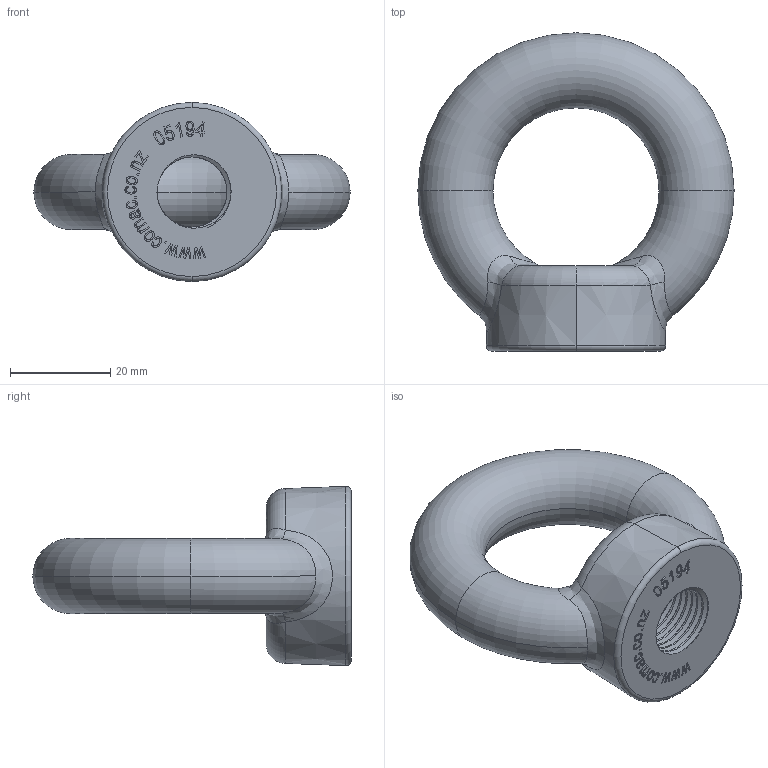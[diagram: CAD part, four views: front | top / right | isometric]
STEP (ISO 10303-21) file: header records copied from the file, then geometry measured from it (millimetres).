
FILE_DESCRIPTION (( 'STEP AP214' ), '1' );
FILE_NAME ('05194-Eye Nut Zinc Plated M16.STEP', '2018-11-20T22:28:44', ( '' ), ( '' ), 'SwSTEP 2.0', 'SolidWorks 2018', '' );
FILE_SCHEMA (( 'AUTOMOTIVE_DESIGN' ));
Length unit declared in the file: millimetre
Products named in the file (1): 05194-Eye Nut Zinc Plated M16
Bounding box: 63.2 x 63.6 x 35.8 mm (x, y, z)
Volume: 34245.2 mm3; surface area: 9844.6 mm2
Topology: 1 solids, 1 shells, 313 faces, 849 edges, 561 vertices
Faces by surface type: plane 164, bspline 112, cylinder 24, torus 11, cone 2
Entity records: 21962 total; most frequent: CARTESIAN_POINT 14929, ORIENTED_EDGE 1698, DIRECTION 1004, EDGE_CURVE 849, VERTEX_POINT 561, LINE 530, VECTOR 530, EDGE_LOOP 340
